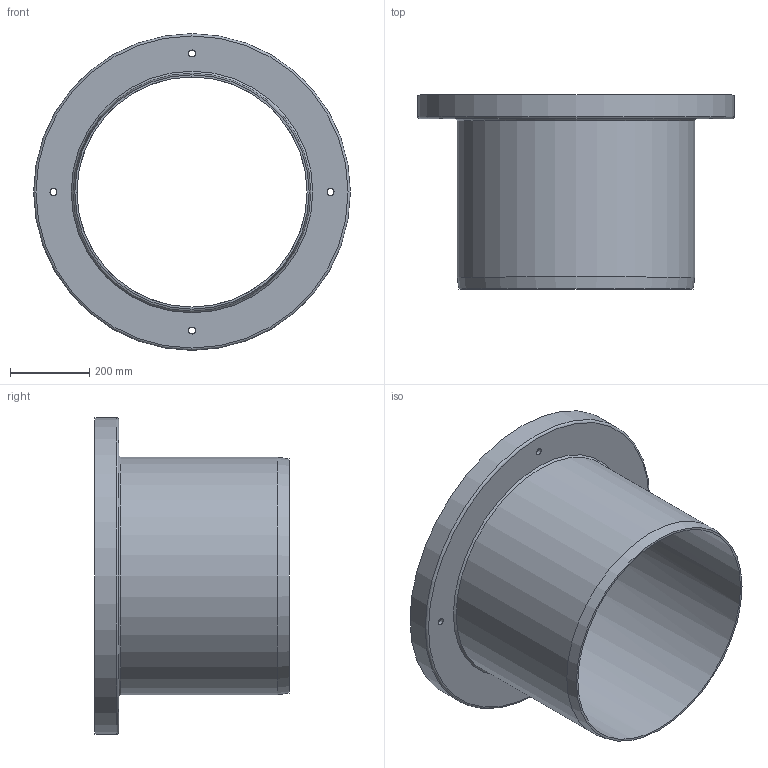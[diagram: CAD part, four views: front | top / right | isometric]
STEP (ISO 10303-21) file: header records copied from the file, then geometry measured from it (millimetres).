
FILE_DESCRIPTION(/* description */ (''),/* implementation_level */ '2;1');
FILE_NAME(/* name */ '661200z.stp',/* time_stamp */ '2025-09-15T09:02:38+02:00',/* author */ ('corinna'),/* organization */ (''),/* preprocessor_version */ 'ST-DEVELOPER v20',/* originating_system */ 'Autodesk Inventor 2024',/* authorisation */ '');
FILE_SCHEMA (('AUTOMOTIVE_DESIGN { 1 0 10303 214 3 1 1 }'));
Length unit declared in the file: millimetre
Products named in the file (1): 661200z
Bounding box: 800 x 490 x 800 mm (x, y, z)
Volume: 11100251.1 mm3; surface area: 2330986.8 mm2
Topology: 1 solids, 1 shells, 120 faces, 290 edges, 166 vertices
Faces by surface type: bspline 48, cylinder 35, plane 16, torus 14, cone 7
Full cylindrical faces by diameter (mm): 17.5 x4, 581 x1, 600 x1, 800 x1
Entity records: 5085 total; most frequent: CARTESIAN_POINT 2569, ORIENTED_EDGE 564, DIRECTION 428, EDGE_CURVE 282, AXIS2_PLACEMENT_3D 185, VERTEX_POINT 166, EDGE_LOOP 132, FACE_OUTER_BOUND 120
